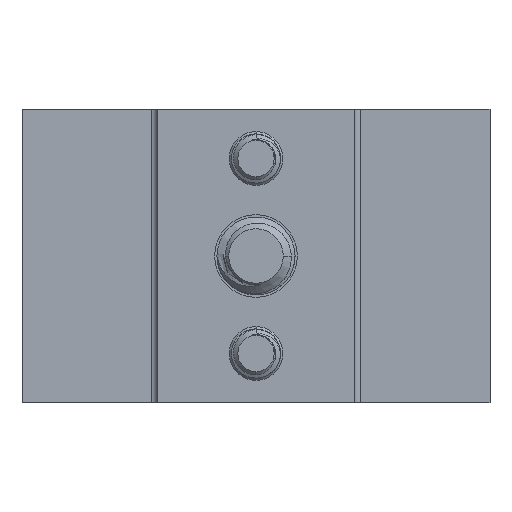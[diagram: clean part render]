
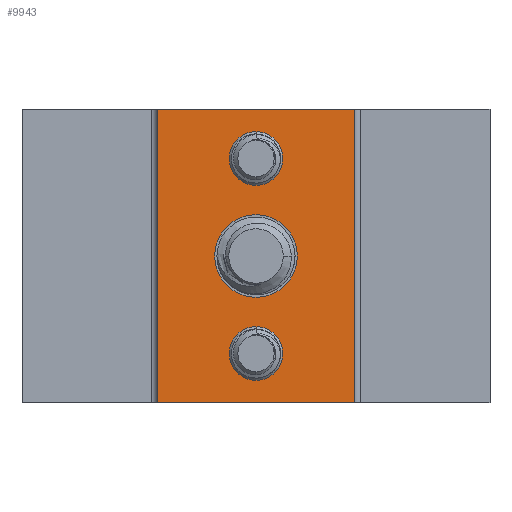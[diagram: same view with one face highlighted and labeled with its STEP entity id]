
A CAD part, front view. The second image highlights one B-rep face of the part: STEP entity #9943.
In plain terms, the highlighted planar face has unit normal (0, -1, 0).
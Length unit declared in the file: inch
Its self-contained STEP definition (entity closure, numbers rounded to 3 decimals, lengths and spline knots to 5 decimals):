
#130 = CARTESIAN_POINT ( 'NONE',  ( 0., -0.75, 0.2265 ) ) ;
#455 = CARTESIAN_POINT ( 'NONE',  ( -0.75, -0.75, 0.47 ) ) ;
#561 = CARTESIAN_POINT ( 'NONE',  ( -0.316, -0.75, -0.47 ) ) ;
#665 = ORIENTED_EDGE ( 'NONE', *, *, #6119, .F. ) ;
#753 = VERTEX_POINT ( 'NONE', #2204 ) ;
#805 = DIRECTION ( 'NONE',  ( 0., 0., 1. ) ) ;
#863 = DIRECTION ( 'NONE',  ( 0., 0., 1. ) ) ;
#1059 = ORIENTED_EDGE ( 'NONE', *, *, #4817, .F. ) ;
#1176 = DIRECTION ( 'NONE',  ( 0., -1., 0. ) ) ;
#1249 = CIRCLE ( 'NONE', #1363, 0.086 ) ;
#1363 = AXIS2_PLACEMENT_3D ( 'NONE', #4170, #9933, #5019 ) ;
#1400 = LINE ( 'NONE', #6789, #5236 ) ;
#1502 = VECTOR ( 'NONE', #8695, 39.37008 ) ;
#1573 = EDGE_CURVE ( 'NONE', #4435, #3683, #5870, .T. ) ;
#1914 = AXIS2_PLACEMENT_3D ( 'NONE', #6097, #1176, #6916 ) ;
#2139 = CIRCLE ( 'NONE', #8291, 0.086 ) ;
#2204 = CARTESIAN_POINT ( 'NONE',  ( 0., -0.75, -0.3985 ) ) ;
#2538 = EDGE_CURVE ( 'NONE', #8603, #10418, #4592, .T. ) ;
#2734 = CARTESIAN_POINT ( 'NONE',  ( 0., -0.75, -0.2265 ) ) ;
#2840 = FACE_BOUND ( 'NONE', #7458, .T. ) ;
#2926 = CARTESIAN_POINT ( 'NONE',  ( 0.316, -0.75, 0.47 ) ) ;
#3028 = CARTESIAN_POINT ( 'NONE',  ( 0., -0.75, 0.3985 ) ) ;
#3096 = CARTESIAN_POINT ( 'NONE',  ( 0.316, -0.75, -0.47 ) ) ;
#3216 = CIRCLE ( 'NONE', #8270, 0.086 ) ;
#3222 = CARTESIAN_POINT ( 'NONE',  ( 0.316, -0.75, 0.47 ) ) ;
#3255 = PLANE ( 'NONE',  #9559 ) ;
#3598 = CIRCLE ( 'NONE', #8736, 0.1325 ) ;
#3624 = VERTEX_POINT ( 'NONE', #3028 ) ;
#3683 = VERTEX_POINT ( 'NONE', #3096 ) ;
#3946 = VERTEX_POINT ( 'NONE', #2734 ) ;
#4046 = LINE ( 'NONE', #9212, #6014 ) ;
#4087 = CARTESIAN_POINT ( 'NONE',  ( 0., -0.75, 0.3125 ) ) ;
#4098 = ORIENTED_EDGE ( 'NONE', *, *, #2538, .F. ) ;
#4147 = EDGE_CURVE ( 'NONE', #10022, #3624, #10359, .T. ) ;
#4170 = CARTESIAN_POINT ( 'NONE',  ( 0., -0.75, -0.3125 ) ) ;
#4272 = CARTESIAN_POINT ( 'NONE',  ( 0., -0.75, -0.3125 ) ) ;
#4321 = DIRECTION ( 'NONE',  ( -1., 0., 0. ) ) ;
#4434 = ORIENTED_EDGE ( 'NONE', *, *, #7411, .T. ) ;
#4435 = VERTEX_POINT ( 'NONE', #3222 ) ;
#4587 = CARTESIAN_POINT ( 'NONE',  ( 0., -0.75, 0. ) ) ;
#4592 = CIRCLE ( 'NONE', #1914, 0.1325 ) ;
#4607 = CARTESIAN_POINT ( 'NONE',  ( 0., -0.75, 0.1325 ) ) ;
#4764 = VECTOR ( 'NONE', #10279, 39.37008 ) ;
#4817 = EDGE_CURVE ( 'NONE', #10418, #8603, #3598, .T. ) ;
#4937 = DIRECTION ( 'NONE',  ( 0., 0., 1. ) ) ;
#5019 = DIRECTION ( 'NONE',  ( 0., 0., 1. ) ) ;
#5057 = FACE_BOUND ( 'NONE', #8863, .T. ) ;
#5109 = DIRECTION ( 'NONE',  ( 0., 0., 1. ) ) ;
#5236 = VECTOR ( 'NONE', #4321, 39.37008 ) ;
#5433 = DIRECTION ( 'NONE',  ( 0., 0., -1. ) ) ;
#5434 = ORIENTED_EDGE ( 'NONE', *, *, #7415, .T. ) ;
#5467 = CARTESIAN_POINT ( 'NONE',  ( 0., -0.75, -0.1325 ) ) ;
#5710 = DIRECTION ( 'NONE',  ( 0., 1., 0. ) ) ;
#5730 = EDGE_CURVE ( 'NONE', #3624, #10022, #3216, .T. ) ;
#5776 = DIRECTION ( 'NONE',  ( 0., 1., 0. ) ) ;
#5870 = LINE ( 'NONE', #2926, #1502 ) ;
#6014 = VECTOR ( 'NONE', #7563, 39.37008 ) ;
#6078 = CARTESIAN_POINT ( 'NONE',  ( -0.316, -0.75, 0.47 ) ) ;
#6097 = CARTESIAN_POINT ( 'NONE',  ( 0., -0.75, 0. ) ) ;
#6119 = EDGE_CURVE ( 'NONE', #6980, #4435, #9145, .T. ) ;
#6406 = AXIS2_PLACEMENT_3D ( 'NONE', #4087, #9858, #4937 ) ;
#6447 = VERTEX_POINT ( 'NONE', #561 ) ;
#6693 = ORIENTED_EDGE ( 'NONE', *, *, #8881, .T. ) ;
#6789 = CARTESIAN_POINT ( 'NONE',  ( 0.75, -0.75, -0.47 ) ) ;
#6865 = EDGE_CURVE ( 'NONE', #3683, #6447, #1400, .T. ) ;
#6916 = DIRECTION ( 'NONE',  ( 0., 0., -1. ) ) ;
#6980 = VERTEX_POINT ( 'NONE', #6078 ) ;
#7411 = EDGE_CURVE ( 'NONE', #753, #3946, #2139, .T. ) ;
#7415 = EDGE_CURVE ( 'NONE', #6980, #6447, #4046, .T. ) ;
#7458 = EDGE_LOOP ( 'NONE', ( #7954, #9529 ) ) ;
#7536 = ORIENTED_EDGE ( 'NONE', *, *, #6865, .F. ) ;
#7563 = DIRECTION ( 'NONE',  ( 0., 0., -1. ) ) ;
#7763 = FACE_BOUND ( 'NONE', #8853, .T. ) ;
#7827 = ORIENTED_EDGE ( 'NONE', *, *, #1573, .F. ) ;
#7954 = ORIENTED_EDGE ( 'NONE', *, *, #5730, .T. ) ;
#8270 = AXIS2_PLACEMENT_3D ( 'NONE', #10627, #5710, #805 ) ;
#8291 = AXIS2_PLACEMENT_3D ( 'NONE', #4272, #10030, #5109 ) ;
#8603 = VERTEX_POINT ( 'NONE', #5467 ) ;
#8695 = DIRECTION ( 'NONE',  ( 0., 0., -1. ) ) ;
#8736 = AXIS2_PLACEMENT_3D ( 'NONE', #4587, #10340, #5433 ) ;
#8853 = EDGE_LOOP ( 'NONE', ( #6693, #4434 ) ) ;
#8863 = EDGE_LOOP ( 'NONE', ( #4098, #1059 ) ) ;
#8881 = EDGE_CURVE ( 'NONE', #3946, #753, #1249, .T. ) ;
#9027 = CARTESIAN_POINT ( 'NONE',  ( 0., -0.75, 0. ) ) ;
#9145 = LINE ( 'NONE', #455, #4764 ) ;
#9212 = CARTESIAN_POINT ( 'NONE',  ( -0.316, -0.75, 0.47 ) ) ;
#9529 = ORIENTED_EDGE ( 'NONE', *, *, #4147, .T. ) ;
#9559 = AXIS2_PLACEMENT_3D ( 'NONE', #9027, #5776, #863 ) ;
#9687 = FACE_OUTER_BOUND ( 'NONE', #9786, .T. ) ;
#9786 = EDGE_LOOP ( 'NONE', ( #7536, #7827, #665, #5434 ) ) ;
#9858 = DIRECTION ( 'NONE',  ( 0., 1., 0. ) ) ;
#9933 = DIRECTION ( 'NONE',  ( 0., 1., 0. ) ) ;
#9943 = ADVANCED_FACE ( 'NONE', ( #7763, #2840, #5057, #9687 ), #3255, .F. ) ;
#10022 = VERTEX_POINT ( 'NONE', #130 ) ;
#10030 = DIRECTION ( 'NONE',  ( 0., 1., 0. ) ) ;
#10279 = DIRECTION ( 'NONE',  ( 1., 0., 0. ) ) ;
#10340 = DIRECTION ( 'NONE',  ( 0., -1., 0. ) ) ;
#10359 = CIRCLE ( 'NONE', #6406, 0.086 ) ;
#10418 = VERTEX_POINT ( 'NONE', #4607 ) ;
#10627 = CARTESIAN_POINT ( 'NONE',  ( 0., -0.75, 0.3125 ) ) ;
